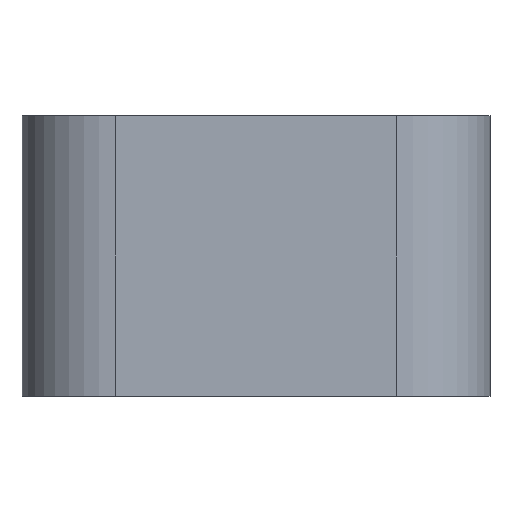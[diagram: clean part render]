
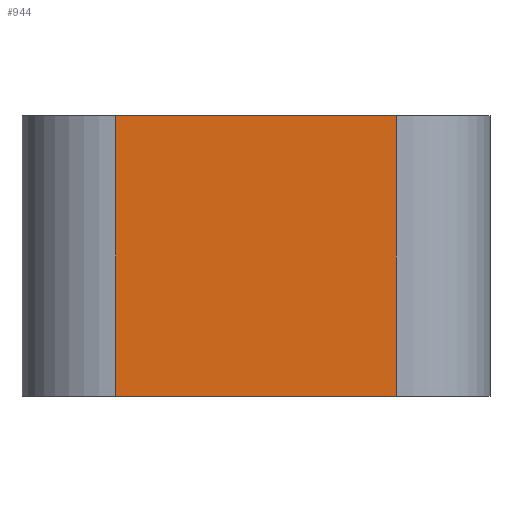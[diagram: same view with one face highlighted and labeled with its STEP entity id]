
A CAD part, front view. The second image highlights one B-rep face of the part: STEP entity #944.
In plain terms, the highlighted planar face has unit normal (0, -1, 0).
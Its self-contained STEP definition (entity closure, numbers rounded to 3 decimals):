
#220=ORIENTED_EDGE('',*,*,#427,.T.);
#221=ORIENTED_EDGE('',*,*,#428,.T.);
#222=ORIENTED_EDGE('',*,*,#417,.F.);
#223=ORIENTED_EDGE('',*,*,#426,.F.);
#417=EDGE_CURVE('',#530,#492,#615,.T.);
#426=EDGE_CURVE('',#534,#530,#622,.T.);
#427=EDGE_CURVE('',#534,#535,#623,.T.);
#428=EDGE_CURVE('',#535,#492,#624,.T.);
#492=VERTEX_POINT('',#1389);
#530=VERTEX_POINT('',#1512);
#534=VERTEX_POINT('',#1528);
#535=VERTEX_POINT('',#1532);
#615=LINE('',#1511,#711);
#622=LINE('',#1529,#718);
#623=LINE('',#1531,#719);
#624=LINE('',#1533,#720);
#711=VECTOR('',#1220,1000.);
#718=VECTOR('',#1239,1000.);
#719=VECTOR('',#1242,1000.);
#720=VECTOR('',#1243,1000.);
#790=EDGE_LOOP('',(#220,#221,#222,#223));
#848=FACE_BOUND('',#790,.T.);
#896=PLANE('',#1035);
#944=ADVANCED_FACE('',(#848),#896,.F.);
#1035=AXIS2_PLACEMENT_3D('',#1530,#1240,#1241);
#1220=DIRECTION('',(0.,0.,-1.));
#1239=DIRECTION('',(1.,0.,0.));
#1240=DIRECTION('',(0.,1.,0.));
#1241=DIRECTION('',(1.,0.,0.));
#1242=DIRECTION('',(0.,0.,-1.));
#1243=DIRECTION('',(1.,0.,0.));
#1389=CARTESIAN_POINT('',(0.6,-1.2,-0.6));
#1511=CARTESIAN_POINT('',(0.6,-1.2,0.6));
#1512=CARTESIAN_POINT('',(0.6,-1.2,0.6));
#1528=CARTESIAN_POINT('',(-0.6,-1.2,0.6));
#1529=CARTESIAN_POINT('',(-0.6,-1.2,0.6));
#1530=CARTESIAN_POINT('',(-0.6,-1.2,0.6));
#1531=CARTESIAN_POINT('',(-0.6,-1.2,0.6));
#1532=CARTESIAN_POINT('',(-0.6,-1.2,-0.6));
#1533=CARTESIAN_POINT('',(-0.6,-1.2,-0.6));
